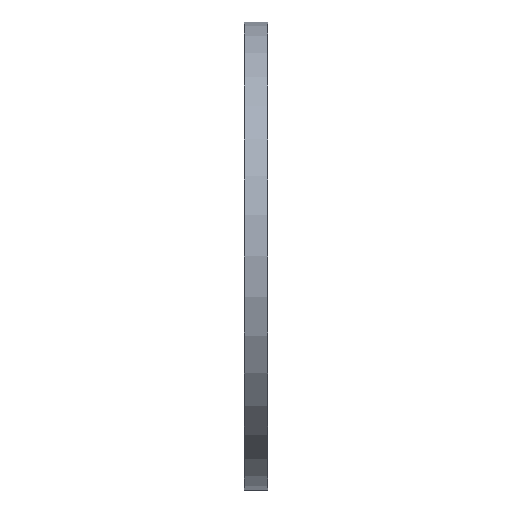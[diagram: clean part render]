
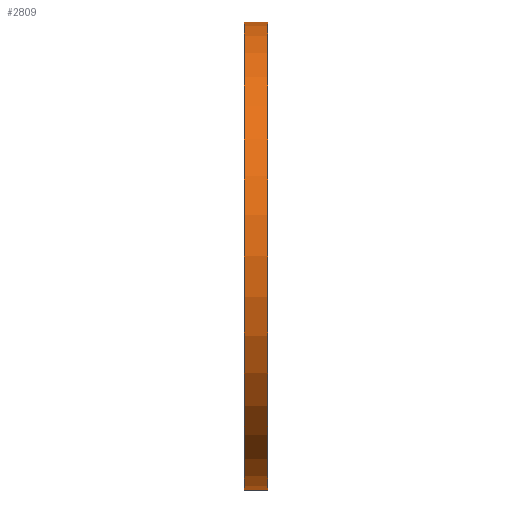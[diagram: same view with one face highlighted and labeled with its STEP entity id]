
A CAD part, left-side view. The second image highlights one B-rep face of the part: STEP entity #2809.
In plain terms, the highlighted cylindrical face has radius 50 mm (diameter 100 mm), a partial arc.
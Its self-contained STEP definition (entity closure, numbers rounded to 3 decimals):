
#68 = VERTEX_POINT ( 'NONE', #878 ) ;
#144 = AXIS2_PLACEMENT_3D ( 'NONE', #3034, #843, #1355 ) ;
#154 = CIRCLE ( 'NONE', #2501, 50. ) ;
#294 = CARTESIAN_POINT ( 'NONE',  ( 0., -48., 0. ) ) ;
#326 = ORIENTED_EDGE ( 'NONE', *, *, #896, .F. ) ;
#568 = DIRECTION ( 'NONE',  ( 0., 1., 0. ) ) ;
#636 = CARTESIAN_POINT ( 'NONE',  ( 0., -43., -50. ) ) ;
#641 = AXIS2_PLACEMENT_3D ( 'NONE', #1518, #568, #3010 ) ;
#694 = VECTOR ( 'NONE', #1307, 1000. ) ;
#716 = CARTESIAN_POINT ( 'NONE',  ( 0., -48., -50. ) ) ;
#748 = EDGE_LOOP ( 'NONE', ( #1228, #326, #2051, #778 ) ) ;
#778 = ORIENTED_EDGE ( 'NONE', *, *, #2892, .T. ) ;
#786 = DIRECTION ( 'NONE',  ( 0., -1., 0. ) ) ;
#843 = DIRECTION ( 'NONE',  ( 0., -1., 0. ) ) ;
#857 = CARTESIAN_POINT ( 'NONE',  ( 0., -48., 50. ) ) ;
#878 = CARTESIAN_POINT ( 'NONE',  ( 0., -48., 50. ) ) ;
#896 = EDGE_CURVE ( 'NONE', #68, #2131, #154, .T. ) ;
#1083 = VERTEX_POINT ( 'NONE', #636 ) ;
#1138 = EDGE_CURVE ( 'NONE', #68, #1244, #2149, .T. ) ;
#1228 = ORIENTED_EDGE ( 'NONE', *, *, #2720, .F. ) ;
#1244 = VERTEX_POINT ( 'NONE', #1912 ) ;
#1296 = CYLINDRICAL_SURFACE ( 'NONE', #641, 50. ) ;
#1307 = DIRECTION ( 'NONE',  ( 0., 1., 0. ) ) ;
#1355 = DIRECTION ( 'NONE',  ( 0., 0., -1. ) ) ;
#1518 = CARTESIAN_POINT ( 'NONE',  ( 0., -48., 0. ) ) ;
#1589 = DIRECTION ( 'NONE',  ( 0., 1., 0. ) ) ;
#1912 = CARTESIAN_POINT ( 'NONE',  ( 0., -43., 50. ) ) ;
#1974 = DIRECTION ( 'NONE',  ( 0., 0., -1. ) ) ;
#2051 = ORIENTED_EDGE ( 'NONE', *, *, #1138, .T. ) ;
#2131 = VERTEX_POINT ( 'NONE', #716 ) ;
#2149 = LINE ( 'NONE', #857, #2326 ) ;
#2153 = CIRCLE ( 'NONE', #144, 50. ) ;
#2273 = CARTESIAN_POINT ( 'NONE',  ( 0., -48., -50. ) ) ;
#2326 = VECTOR ( 'NONE', #1589, 1000. ) ;
#2501 = AXIS2_PLACEMENT_3D ( 'NONE', #294, #786, #1974 ) ;
#2632 = LINE ( 'NONE', #2273, #694 ) ;
#2720 = EDGE_CURVE ( 'NONE', #2131, #1083, #2632, .T. ) ;
#2809 = ADVANCED_FACE ( 'NONE', ( #3054 ), #1296, .T. ) ;
#2892 = EDGE_CURVE ( 'NONE', #1244, #1083, #2153, .T. ) ;
#3010 = DIRECTION ( 'NONE',  ( 0., 0., 1. ) ) ;
#3034 = CARTESIAN_POINT ( 'NONE',  ( 0., -43., 0. ) ) ;
#3054 = FACE_OUTER_BOUND ( 'NONE', #748, .T. ) ;
